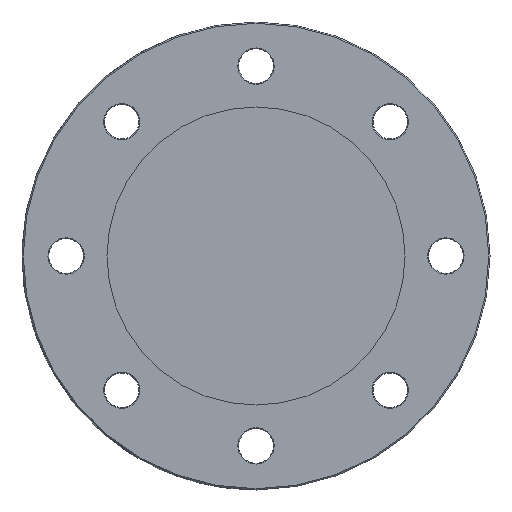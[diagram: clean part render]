
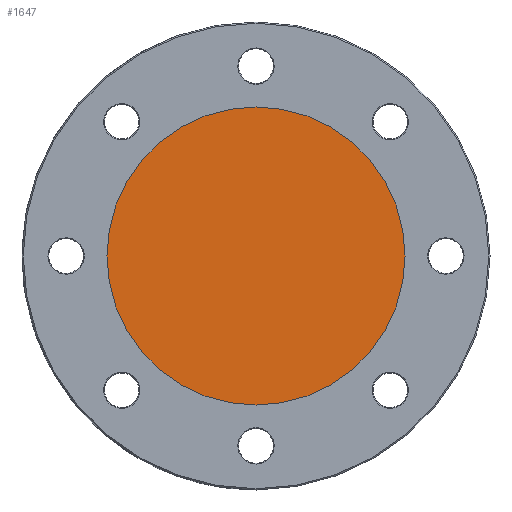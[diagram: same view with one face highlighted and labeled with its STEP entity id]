
A CAD part, front view. The second image highlights one B-rep face of the part: STEP entity #1647.
In plain terms, the highlighted planar face has unit normal (0, -1, 0).
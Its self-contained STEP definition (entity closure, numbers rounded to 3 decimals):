
#51 = FACE_OUTER_BOUND ( 'NONE', #2088, .T. ) ;
#146 = VERTEX_POINT ( 'NONE', #449 ) ;
#173 = PLANE ( 'NONE',  #419 ) ;
#332 = EDGE_CURVE ( 'NONE', #632, #146, #1380, .T. ) ;
#341 = DIRECTION ( 'NONE',  ( 0., 0., -1. ) ) ;
#409 = CARTESIAN_POINT ( 'NONE',  ( 0., 0., 0. ) ) ;
#419 = AXIS2_PLACEMENT_3D ( 'NONE', #1541, #1382, #341 ) ;
#435 = AXIS2_PLACEMENT_3D ( 'NONE', #409, #1620, #590 ) ;
#443 = DIRECTION ( 'NONE',  ( 0., 0., -1. ) ) ;
#449 = CARTESIAN_POINT ( 'NONE',  ( 0., 0., -40.9 ) ) ;
#590 = DIRECTION ( 'NONE',  ( 0., 0., -1. ) ) ;
#620 = DIRECTION ( 'NONE',  ( 0., -1., 0. ) ) ;
#632 = VERTEX_POINT ( 'NONE', #1365 ) ;
#951 = EDGE_CURVE ( 'NONE', #146, #632, #1642, .T. ) ;
#1365 = CARTESIAN_POINT ( 'NONE',  ( 0., 0., 40.9 ) ) ;
#1380 = CIRCLE ( 'NONE', #1889, 40.9 ) ;
#1382 = DIRECTION ( 'NONE',  ( 0., -1., 0. ) ) ;
#1541 = CARTESIAN_POINT ( 'NONE',  ( 0., 0., 0. ) ) ;
#1620 = DIRECTION ( 'NONE',  ( 0., -1., 0. ) ) ;
#1642 = CIRCLE ( 'NONE', #435, 40.9 ) ;
#1647 = ADVANCED_FACE ( 'NONE', ( #51 ), #173, .T. ) ;
#1819 = ORIENTED_EDGE ( 'NONE', *, *, #332, .T. ) ;
#1889 = AXIS2_PLACEMENT_3D ( 'NONE', #2010, #620, #443 ) ;
#2010 = CARTESIAN_POINT ( 'NONE',  ( 0., 0., 0. ) ) ;
#2088 = EDGE_LOOP ( 'NONE', ( #1819, #2141 ) ) ;
#2141 = ORIENTED_EDGE ( 'NONE', *, *, #951, .T. ) ;
